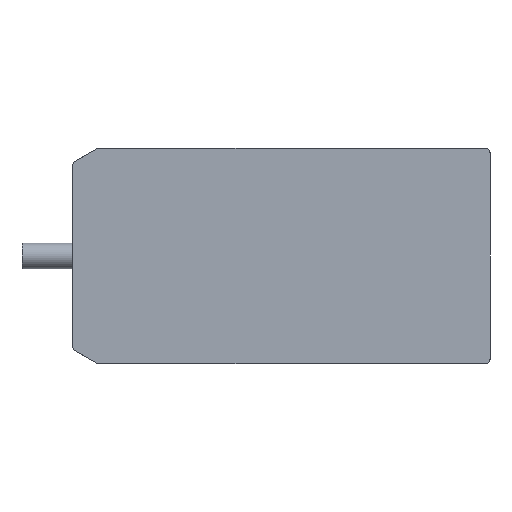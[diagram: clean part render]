
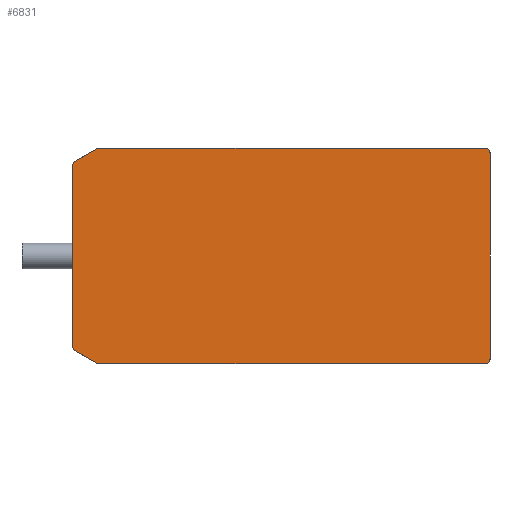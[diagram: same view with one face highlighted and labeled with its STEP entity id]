
A CAD part, front view. The second image highlights one B-rep face of the part: STEP entity #6831.
In plain terms, the highlighted planar face has unit normal (0, -1, 0).
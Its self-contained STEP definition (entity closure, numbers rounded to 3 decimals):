
#126=DIRECTION('',(1.,0.,0.));
#127=VECTOR('',#126,42.176);
#128=CARTESIAN_POINT('',(-19.926,0.,-11.75));
#129=LINE('',#128,#127);
#2469=CARTESIAN_POINT('',(-22.25,0.,9.92));
#2470=DIRECTION('',(0.,-1.,0.));
#2471=DIRECTION('',(-0.497,0.,0.868));
#2472=AXIS2_PLACEMENT_3D('',#2469,#2470,#2471);
#2477=DIRECTION('',(-0.868,0.,-0.497));
#2478=VECTOR('',#2477,2.678);
#2479=CARTESIAN_POINT('',(-20.174,0.,11.684));
#2480=LINE('',#2479,#2478);
#2484=CARTESIAN_POINT('',(-19.926,0.,11.25));
#2485=DIRECTION('',(0.,-1.,0.));
#2486=DIRECTION('',(0.,0.,1.));
#2487=AXIS2_PLACEMENT_3D('',#2484,#2485,#2486);
#2492=CARTESIAN_POINT('',(22.25,0.,11.25));
#2493=DIRECTION('',(0.,-1.,0.));
#2494=DIRECTION('',(1.,0.,0.));
#2495=AXIS2_PLACEMENT_3D('',#2492,#2493,#2494);
#2500=CARTESIAN_POINT('',(22.25,0.,-11.25));
#2501=DIRECTION('',(0.,-1.,0.));
#2502=DIRECTION('',(0.,0.,-1.));
#2503=AXIS2_PLACEMENT_3D('',#2500,#2501,#2502);
#2508=CARTESIAN_POINT('',(-19.926,0.,-11.25));
#2509=DIRECTION('',(0.,-1.,0.));
#2510=DIRECTION('',(-0.497,0.,-0.868));
#2511=AXIS2_PLACEMENT_3D('',#2508,#2509,#2510);
#2516=DIRECTION('',(0.868,0.,-0.497));
#2517=VECTOR('',#2516,2.678);
#2518=CARTESIAN_POINT('',(-22.498,0.,-10.353));
#2519=LINE('',#2518,#2517);
#2523=CARTESIAN_POINT('',(-22.25,0.,-9.92));
#2524=DIRECTION('',(0.,-1.,0.));
#2525=DIRECTION('',(-1.,0.,0.));
#2526=AXIS2_PLACEMENT_3D('',#2523,#2524,#2525);
#2531=DIRECTION('',(0.,0.,1.));
#2532=VECTOR('',#2531,19.839);
#2533=CARTESIAN_POINT('',(-22.75,0.,-9.92));
#2534=LINE('',#2533,#2532);
#2841=DIRECTION('',(1.,0.,0.));
#2842=VECTOR('',#2841,42.176);
#2843=CARTESIAN_POINT('',(-19.926,0.,11.75));
#2844=LINE('',#2843,#2842);
#2876=DIRECTION('',(0.,0.,1.));
#2877=VECTOR('',#2876,22.5);
#2878=CARTESIAN_POINT('',(22.75,0.,-11.25));
#2879=LINE('',#2878,#2877);
#3257=CARTESIAN_POINT('',(22.75,0.,11.25));
#3258=CARTESIAN_POINT('',(22.25,0.,11.75));
#3259=VERTEX_POINT('',#3257);
#3260=VERTEX_POINT('',#3258);
#3261=CARTESIAN_POINT('',(22.25,0.,-11.75));
#3262=CARTESIAN_POINT('',(22.75,0.,-11.25));
#3263=VERTEX_POINT('',#3261);
#3264=VERTEX_POINT('',#3262);
#3291=CARTESIAN_POINT('',(-22.498,0.,10.353));
#3292=CARTESIAN_POINT('',(-22.75,0.,9.92));
#3293=VERTEX_POINT('',#3291);
#3294=VERTEX_POINT('',#3292);
#3325=CARTESIAN_POINT('',(-19.926,0.,11.75));
#3326=CARTESIAN_POINT('',(-20.174,0.,11.684));
#3327=VERTEX_POINT('',#3325);
#3328=VERTEX_POINT('',#3326);
#3329=CARTESIAN_POINT('',(-22.75,0.,-9.92));
#3330=CARTESIAN_POINT('',(-22.498,0.,-10.353));
#3331=VERTEX_POINT('',#3329);
#3332=VERTEX_POINT('',#3330);
#3360=CARTESIAN_POINT('',(-20.174,0.,-11.684));
#3361=CARTESIAN_POINT('',(-19.926,0.,-11.75));
#3362=VERTEX_POINT('',#3360);
#3363=VERTEX_POINT('',#3361);
#6802=CARTESIAN_POINT('',(-22.75,0.,-11.75));
#6803=DIRECTION('',(0.,-1.,0.));
#6804=DIRECTION('',(1.,0.,0.));
#6805=AXIS2_PLACEMENT_3D('',#6802,#6803,#6804);
#6806=PLANE('',#6805);
#6808=ORIENTED_EDGE('',*,*,#6807,.F.);
#6810=ORIENTED_EDGE('',*,*,#6809,.F.);
#6812=ORIENTED_EDGE('',*,*,#6811,.F.);
#6814=ORIENTED_EDGE('',*,*,#6813,.T.);
#6815=ORIENTED_EDGE('',*,*,#6792,.F.);
#6817=ORIENTED_EDGE('',*,*,#6816,.F.);
#6819=ORIENTED_EDGE('',*,*,#6818,.F.);
#6820=ORIENTED_EDGE('',*,*,#3373,.F.);
#6822=ORIENTED_EDGE('',*,*,#6821,.F.);
#6824=ORIENTED_EDGE('',*,*,#6823,.F.);
#6826=ORIENTED_EDGE('',*,*,#6825,.F.);
#6828=ORIENTED_EDGE('',*,*,#6827,.T.);
#6829=EDGE_LOOP('',(#6808,#6810,#6812,#6814,#6815,#6817,#6819,#6820,#6822,#6824,
#6826,#6828));
#6830=FACE_OUTER_BOUND('',#6829,.F.);
#6831=ADVANCED_FACE('',(#6830),#6806,.T.);
#2473=CIRCLE('',#2472,0.5);
#2488=CIRCLE('',#2487,0.5);
#2496=CIRCLE('',#2495,0.5);
#2504=CIRCLE('',#2503,0.5);
#2512=CIRCLE('',#2511,0.5);
#2527=CIRCLE('',#2526,0.5);
#3373=EDGE_CURVE('',#3363,#3263,#129,.T.);
#6792=EDGE_CURVE('',#3259,#3260,#2496,.T.);
#6807=EDGE_CURVE('',#3293,#3294,#2473,.T.);
#6809=EDGE_CURVE('',#3328,#3293,#2480,.T.);
#6811=EDGE_CURVE('',#3327,#3328,#2488,.T.);
#6813=EDGE_CURVE('',#3327,#3260,#2844,.T.);
#6816=EDGE_CURVE('',#3264,#3259,#2879,.T.);
#6818=EDGE_CURVE('',#3263,#3264,#2504,.T.);
#6821=EDGE_CURVE('',#3362,#3363,#2512,.T.);
#6823=EDGE_CURVE('',#3332,#3362,#2519,.T.);
#6825=EDGE_CURVE('',#3331,#3332,#2527,.T.);
#6827=EDGE_CURVE('',#3331,#3294,#2534,.T.);
